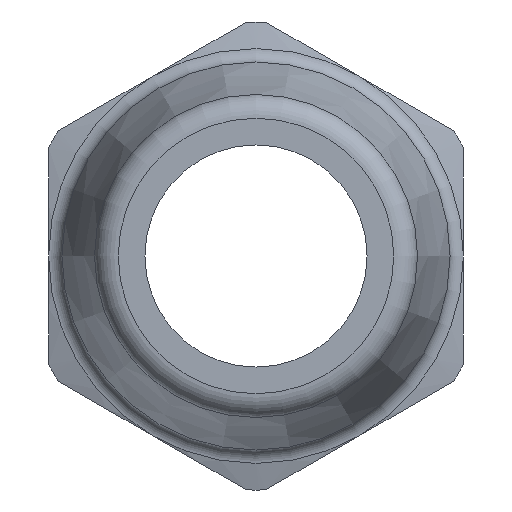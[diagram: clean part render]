
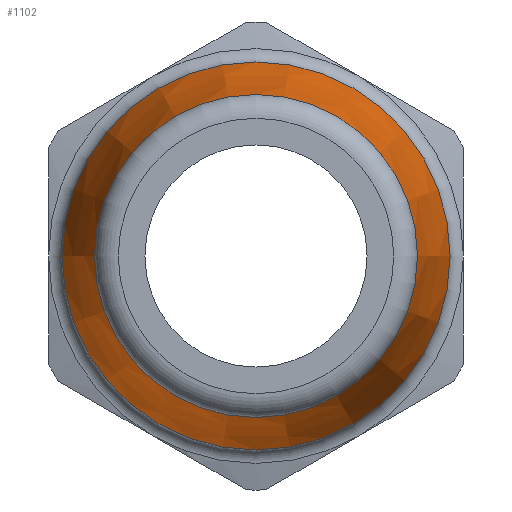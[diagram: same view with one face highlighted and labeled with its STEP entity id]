
A CAD part, left-side view. The second image highlights one B-rep face of the part: STEP entity #1102.
In plain terms, the highlighted conical face has half-angle 13 degrees and reference radius 6 mm.
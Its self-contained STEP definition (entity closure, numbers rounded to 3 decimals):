
#997=CARTESIAN_POINT('',(5.,5.45,0.0));
#998=VERTEX_POINT('',#997);
#999=CARTESIAN_POINT('',(5.,0.0,0.0));
#1000=DIRECTION('',(1.0,0.0,0.0));
#1001=DIRECTION('',(0.0,1.0,0.0));
#1002=AXIS2_PLACEMENT_3D('',#999,#1000,#1001);
#1003=CIRCLE('',#1002,5.45);
#1004=EDGE_CURVE('',#998,#998,#1003,.T.);
#1083=CARTESIAN_POINT('',(7.382,0.0,0.0));
#1084=DIRECTION('',(1.0,0.0,0.0));
#1085=DIRECTION('',(0.0,1.0,0.0));
#1086=AXIS2_PLACEMENT_3D('',#1083,#1084,#1085);
#1087=CONICAL_SURFACE('',#1086,6.,13.);
#1088=CARTESIAN_POINT('',(9.765,6.55,0.0));
#1089=VERTEX_POINT('',#1088);
#1090=CARTESIAN_POINT('',(9.765,0.0,0.0));
#1091=DIRECTION('',(1.0,0.0,0.0));
#1092=DIRECTION('',(0.0,1.0,0.0));
#1093=AXIS2_PLACEMENT_3D('',#1090,#1091,#1092);
#1094=CIRCLE('',#1093,6.55);
#1095=EDGE_CURVE('',#1089,#1089,#1094,.T.);
#1096=ORIENTED_EDGE('',*,*,#1095,.F.);
#1097=EDGE_LOOP('',(#1096));
#1098=FACE_OUTER_BOUND('',#1097,.T.);
#1099=ORIENTED_EDGE('',*,*,#1004,.T.);
#1100=EDGE_LOOP('',(#1099));
#1101=FACE_BOUND('',#1100,.T.);
#1102=ADVANCED_FACE('',(#1098,#1101),#1087,.T.);
